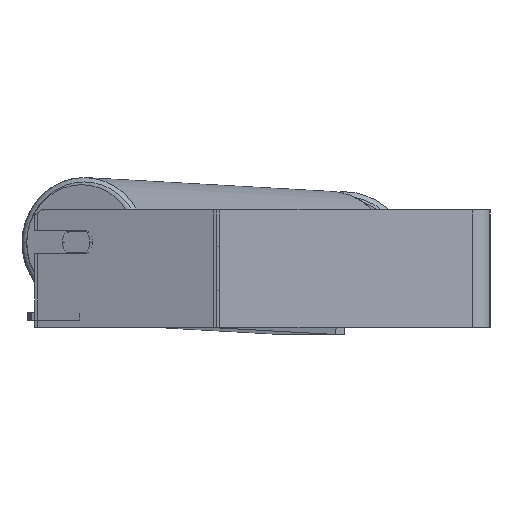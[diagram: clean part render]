
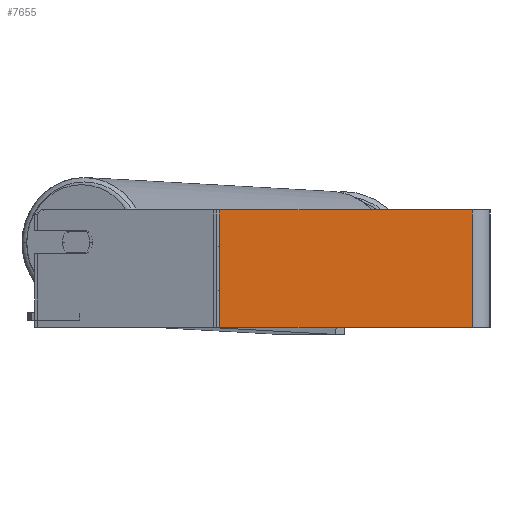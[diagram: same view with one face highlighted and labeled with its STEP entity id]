
A CAD part, left-side view. The second image highlights one B-rep face of the part: STEP entity #7655.
In plain terms, the highlighted planar face has unit normal (-1, 0, 0).
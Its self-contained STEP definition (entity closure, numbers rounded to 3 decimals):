
#135 = EDGE_CURVE ( 'NONE', #7819, #6553, #2238, .T. ) ;
#151 = LINE ( 'NONE', #5901, #5665 ) ;
#723 = CARTESIAN_POINT ( 'NONE',  ( -800., 12., -40. ) ) ;
#1116 = VECTOR ( 'NONE', #2586, 1000. ) ;
#1491 = VERTEX_POINT ( 'NONE', #723 ) ;
#1727 = ORIENTED_EDGE ( 'NONE', *, *, #8827, .F. ) ;
#2238 = LINE ( 'NONE', #9247, #6704 ) ;
#2526 = CARTESIAN_POINT ( 'NONE',  ( -800., 184.652, -40. ) ) ;
#2586 = DIRECTION ( 'NONE',  ( 0., -1., 0. ) ) ;
#2755 = ORIENTED_EDGE ( 'NONE', *, *, #7716, .F. ) ;
#2933 = AXIS2_PLACEMENT_3D ( 'NONE', #5278, #4567, #7456 ) ;
#3298 = VERTEX_POINT ( 'NONE', #6231 ) ;
#3334 = CARTESIAN_POINT ( 'NONE',  ( -800., 186.768, -40. ) ) ;
#3798 = FACE_OUTER_BOUND ( 'NONE', #6031, .T. ) ;
#4567 = DIRECTION ( 'NONE',  ( 1., 0., 0. ) ) ;
#5278 = CARTESIAN_POINT ( 'NONE',  ( -800., 186.768, 40. ) ) ;
#5355 = VECTOR ( 'NONE', #8349, 1000. ) ;
#5436 = LINE ( 'NONE', #3334, #1116 ) ;
#5665 = VECTOR ( 'NONE', #8161, 1000. ) ;
#5901 = CARTESIAN_POINT ( 'NONE',  ( -800., 186.768, 40. ) ) ;
#6031 = EDGE_LOOP ( 'NONE', ( #9037, #2755, #1727, #7565 ) ) ;
#6231 = CARTESIAN_POINT ( 'NONE',  ( -800., 12., 40. ) ) ;
#6553 = VERTEX_POINT ( 'NONE', #2526 ) ;
#6704 = VECTOR ( 'NONE', #7876, 1000. ) ;
#6709 = PLANE ( 'NONE',  #2933 ) ;
#6841 = LINE ( 'NONE', #8303, #5355 ) ;
#6968 = EDGE_CURVE ( 'NONE', #6553, #1491, #5436, .T. ) ;
#7456 = DIRECTION ( 'NONE',  ( 0., 0., -1. ) ) ;
#7547 = CARTESIAN_POINT ( 'NONE',  ( -800., 184.652, 40. ) ) ;
#7565 = ORIENTED_EDGE ( 'NONE', *, *, #135, .T. ) ;
#7655 = ADVANCED_FACE ( 'NONE', ( #3798 ), #6709, .F. ) ;
#7716 = EDGE_CURVE ( 'NONE', #3298, #1491, #6841, .T. ) ;
#7819 = VERTEX_POINT ( 'NONE', #7547 ) ;
#7876 = DIRECTION ( 'NONE',  ( 0., 0., -1. ) ) ;
#8161 = DIRECTION ( 'NONE',  ( 0., -1., 0. ) ) ;
#8303 = CARTESIAN_POINT ( 'NONE',  ( -800., 12., 40. ) ) ;
#8349 = DIRECTION ( 'NONE',  ( 0., 0., -1. ) ) ;
#8827 = EDGE_CURVE ( 'NONE', #7819, #3298, #151, .T. ) ;
#9037 = ORIENTED_EDGE ( 'NONE', *, *, #6968, .T. ) ;
#9247 = CARTESIAN_POINT ( 'NONE',  ( -800., 184.652, 40. ) ) ;
